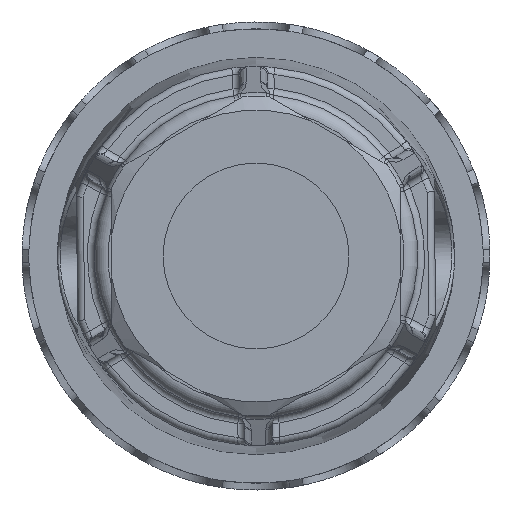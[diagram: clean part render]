
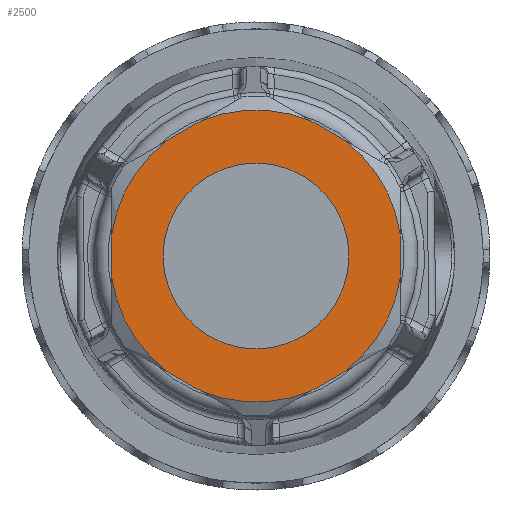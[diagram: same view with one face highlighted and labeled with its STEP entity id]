
A CAD part, front view. The second image highlights one B-rep face of the part: STEP entity #2500.
In plain terms, the highlighted planar face has unit normal (0, -1, 0).
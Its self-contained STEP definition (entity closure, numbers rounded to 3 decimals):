
#1785=PLANE('',#19358);
#2500=ADVANCED_FACE('',(#7092,#7093),#1785,.T.);
#4307=LINE('',#27012,#5779);
#4311=LINE('',#27041,#5783);
#4315=LINE('',#27070,#5787);
#4319=LINE('',#27099,#5791);
#4323=LINE('',#27128,#5795);
#4327=LINE('',#27157,#5799);
#5779=VECTOR('',#21308,1.);
#5783=VECTOR('',#21314,1.);
#5787=VECTOR('',#21320,1.);
#5791=VECTOR('',#21326,1.);
#5795=VECTOR('',#21332,1.);
#5799=VECTOR('',#21338,1.);
#7092=FACE_BOUND('',#7490,.T.);
#7093=FACE_BOUND('',#7491,.T.);
#7490=EDGE_LOOP('',(#9606));
#7491=EDGE_LOOP('',(#9607,#9608,#9609,#9610,#9611,#9612,#9613,#9614,#9615,
#9616,#9617,#9618));
#9606=ORIENTED_EDGE('',*,*,#16369,.F.);
#9607=ORIENTED_EDGE('',*,*,#16370,.T.);
#9608=ORIENTED_EDGE('',*,*,#16308,.T.);
#9609=ORIENTED_EDGE('',*,*,#16371,.T.);
#9610=ORIENTED_EDGE('',*,*,#16316,.T.);
#9611=ORIENTED_EDGE('',*,*,#16372,.T.);
#9612=ORIENTED_EDGE('',*,*,#16324,.T.);
#9613=ORIENTED_EDGE('',*,*,#16373,.T.);
#9614=ORIENTED_EDGE('',*,*,#16332,.T.);
#9615=ORIENTED_EDGE('',*,*,#16374,.T.);
#9616=ORIENTED_EDGE('',*,*,#16340,.T.);
#9617=ORIENTED_EDGE('',*,*,#16375,.T.);
#9618=ORIENTED_EDGE('',*,*,#16348,.T.);
#14322=VERTEX_POINT('',#27013);
#14323=VERTEX_POINT('',#27014);
#14330=VERTEX_POINT('',#27042);
#14331=VERTEX_POINT('',#27043);
#14338=VERTEX_POINT('',#27071);
#14339=VERTEX_POINT('',#27072);
#14346=VERTEX_POINT('',#27100);
#14347=VERTEX_POINT('',#27101);
#14354=VERTEX_POINT('',#27129);
#14355=VERTEX_POINT('',#27130);
#14362=VERTEX_POINT('',#27158);
#14363=VERTEX_POINT('',#27159);
#14371=VERTEX_POINT('',#27208);
#16308=EDGE_CURVE('',#14322,#14323,#4307,.T.);
#16316=EDGE_CURVE('',#14330,#14331,#4311,.T.);
#16324=EDGE_CURVE('',#14338,#14339,#4315,.T.);
#16332=EDGE_CURVE('',#14346,#14347,#4319,.T.);
#16340=EDGE_CURVE('',#14354,#14355,#4323,.T.);
#16348=EDGE_CURVE('',#14362,#14363,#4327,.T.);
#16369=EDGE_CURVE('',#14371,#14371,#18677,.T.);
#16370=EDGE_CURVE('',#14363,#14322,#18678,.T.);
#16371=EDGE_CURVE('',#14323,#14330,#18679,.T.);
#16372=EDGE_CURVE('',#14331,#14338,#18680,.T.);
#16373=EDGE_CURVE('',#14339,#14346,#18681,.T.);
#16374=EDGE_CURVE('',#14347,#14354,#18682,.T.);
#16375=EDGE_CURVE('',#14355,#14362,#18683,.T.);
#18677=CIRCLE('',#19351,6.75);
#18678=CIRCLE('',#19352,10.6);
#18679=CIRCLE('',#19353,10.6);
#18680=CIRCLE('',#19354,10.6);
#18681=CIRCLE('',#19355,10.6);
#18682=CIRCLE('',#19356,10.6);
#18683=CIRCLE('',#19357,10.6);
#19351=AXIS2_PLACEMENT_3D('',#27207,#21384,#21385);
#19352=AXIS2_PLACEMENT_3D('',#27209,#21386,#21387);
#19353=AXIS2_PLACEMENT_3D('',#27210,#21388,#21389);
#19354=AXIS2_PLACEMENT_3D('',#27211,#21390,#21391);
#19355=AXIS2_PLACEMENT_3D('',#27212,#21392,#21393);
#19356=AXIS2_PLACEMENT_3D('',#27213,#21394,#21395);
#19357=AXIS2_PLACEMENT_3D('',#27214,#21396,#21397);
#19358=AXIS2_PLACEMENT_3D('',#27215,#21398,#21399);
#21308=DIRECTION('',(0.866,0.,-0.5));
#21314=DIRECTION('',(0.866,0.,0.5));
#21320=DIRECTION('',(0.,0.,1.));
#21326=DIRECTION('',(-0.866,0.,0.5));
#21332=DIRECTION('',(-0.866,0.,-0.5));
#21338=DIRECTION('',(0.,0.,-1.));
#21384=DIRECTION('',(0.,-1.,0.));
#21385=DIRECTION('',(0.,0.,1.));
#21386=DIRECTION('',(0.,-1.,0.));
#21387=DIRECTION('',(0.,0.,1.));
#21388=DIRECTION('',(0.,-1.,0.));
#21389=DIRECTION('',(0.,0.,1.));
#21390=DIRECTION('',(0.,-1.,0.));
#21391=DIRECTION('',(0.,0.,1.));
#21392=DIRECTION('',(0.,-1.,0.));
#21393=DIRECTION('',(0.,0.,1.));
#21394=DIRECTION('',(0.,-1.,0.));
#21395=DIRECTION('',(0.,0.,1.));
#21396=DIRECTION('',(0.,-1.,0.));
#21397=DIRECTION('',(0.,0.,1.));
#21398=DIRECTION('',(0.,-1.,0.));
#21399=DIRECTION('',(0.,0.,-1.));
#27012=CARTESIAN_POINT('',(-15.229,-71.882,-5.83));
#27013=CARTESIAN_POINT('',(-11.237,-71.882,-8.134));
#27014=CARTESIAN_POINT('',(-8.721,-71.882,-9.587));
#27041=CARTESIAN_POINT('',(-4.729,-71.882,-11.892));
#27042=CARTESIAN_POINT('',(-0.737,-71.882,-9.587));
#27043=CARTESIAN_POINT('',(1.779,-71.882,-8.134));
#27070=CARTESIAN_POINT('',(5.771,-71.882,-5.83));
#27071=CARTESIAN_POINT('',(5.771,-71.882,-1.22));
#27072=CARTESIAN_POINT('',(5.771,-71.882,1.685));
#27099=CARTESIAN_POINT('',(5.771,-71.882,6.295));
#27100=CARTESIAN_POINT('',(1.779,-71.882,8.599));
#27101=CARTESIAN_POINT('',(-0.737,-71.882,10.052));
#27128=CARTESIAN_POINT('',(-4.729,-71.882,12.357));
#27129=CARTESIAN_POINT('',(-8.721,-71.882,10.052));
#27130=CARTESIAN_POINT('',(-11.237,-71.882,8.599));
#27157=CARTESIAN_POINT('',(-15.229,-71.882,6.295));
#27158=CARTESIAN_POINT('',(-15.229,-71.882,1.685));
#27159=CARTESIAN_POINT('',(-15.229,-71.882,-1.22));
#27207=CARTESIAN_POINT('',(-4.729,-71.882,0.232));
#27208=CARTESIAN_POINT('',(-4.729,-71.882,6.982));
#27209=CARTESIAN_POINT('',(-4.729,-71.882,0.232));
#27210=CARTESIAN_POINT('',(-4.729,-71.882,0.232));
#27211=CARTESIAN_POINT('',(-4.729,-71.882,0.232));
#27212=CARTESIAN_POINT('',(-4.729,-71.882,0.232));
#27213=CARTESIAN_POINT('',(-4.729,-71.882,0.232));
#27214=CARTESIAN_POINT('',(-4.729,-71.882,0.232));
#27215=CARTESIAN_POINT('',(5.871,-71.882,0.232));
